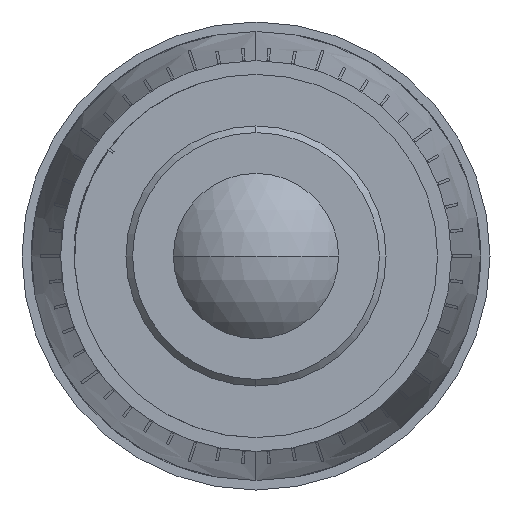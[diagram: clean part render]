
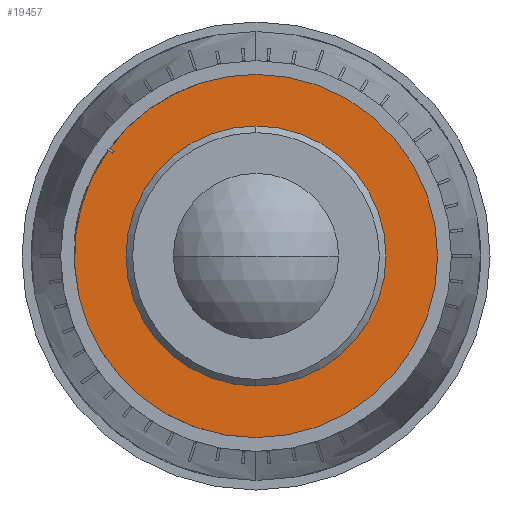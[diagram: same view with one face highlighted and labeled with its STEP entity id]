
A CAD part, left-side view. The second image highlights one B-rep face of the part: STEP entity #19457.
In plain terms, the highlighted planar face has unit normal (-1, 0, 0).
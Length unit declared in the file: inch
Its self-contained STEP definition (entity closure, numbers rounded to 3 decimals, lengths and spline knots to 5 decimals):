
#19381 = VERTEX_POINT ( 'NONE', #22148 ) ;
#19403 = ORIENTED_EDGE ( 'NONE', *, *, #34376, .F. ) ;
#19405 = ORIENTED_EDGE ( 'NONE', *, *, #33186, .T. ) ;
#19407 = EDGE_CURVE ( 'NONE', #19518, #19381, #22139, .T. ) ;
#19414 = ORIENTED_EDGE ( 'NONE', *, *, #19418, .F. ) ;
#19416 = ORIENTED_EDGE ( 'NONE', *, *, #19407, .F. ) ;
#19418 = EDGE_CURVE ( 'NONE', #34504, #34409, #22180, .T. ) ;
#19419 = EDGE_LOOP ( 'NONE', ( #19403, #19414 ) ) ;
#19425 = EDGE_LOOP ( 'NONE', ( #19435, #19535, #19405, #19527, #19526, #19416 ) ) ;
#19435 = ORIENTED_EDGE ( 'NONE', *, *, #19522, .F. ) ;
#19442 = EDGE_CURVE ( 'NONE', #33152, #19517, #22170, .T. ) ;
#19457 = ADVANCED_FACE ( 'NONE', ( #22161, #22191 ), #22210, .F. ) ;
#19517 = VERTEX_POINT ( 'NONE', #22286 ) ;
#19518 = VERTEX_POINT ( 'NONE', #22287 ) ;
#19522 = EDGE_CURVE ( 'NONE', #19517, #19518, #22275, .T. ) ;
#19526 = ORIENTED_EDGE ( 'NONE', *, *, #19532, .T. ) ;
#19527 = ORIENTED_EDGE ( 'NONE', *, *, #33223, .T. ) ;
#19532 = EDGE_CURVE ( 'NONE', #33178, #19381, #22306, .T. ) ;
#19535 = ORIENTED_EDGE ( 'NONE', *, *, #19442, .F. ) ;
#22138 = CARTESIAN_POINT ( 'NONE',  ( -0.25284, 0., 0. ) ) ;
#22139 = LINE ( 'NONE', #22186, #22185 ) ;
#22144 = AXIS2_PLACEMENT_3D ( 'NONE', #22138, #22178, #22177 ) ;
#22148 = CARTESIAN_POINT ( 'NONE',  ( -0.25284, 0.2213, 0.16325 ) ) ;
#22161 = FACE_BOUND ( 'NONE', #19419, .T. ) ;
#22167 = DIRECTION ( 'NONE',  ( 0., -0.809, -0.588 ) ) ;
#22168 = VECTOR ( 'NONE', #22167, 39.37008 ) ;
#22169 = CARTESIAN_POINT ( 'NONE',  ( -0.25284, 0.22365, 0.16002 ) ) ;
#22170 = LINE ( 'NONE', #22169, #22168 ) ;
#22177 = DIRECTION ( 'NONE',  ( 0., 0., 1. ) ) ;
#22178 = DIRECTION ( 'NONE',  ( -1., 0., 0. ) ) ;
#22179 = DIRECTION ( 'NONE',  ( 0., 0.809, 0.588 ) ) ;
#22180 = CIRCLE ( 'NONE', #22144, 0.19685 ) ;
#22185 = VECTOR ( 'NONE', #22179, 39.37008 ) ;
#22186 = CARTESIAN_POINT ( 'NONE',  ( -0.25284, 0.2213, 0.16325 ) ) ;
#22191 = FACE_OUTER_BOUND ( 'NONE', #19425, .T. ) ;
#22209 = AXIS2_PLACEMENT_3D ( 'NONE', #22261, #22260, #22259 ) ;
#22210 = PLANE ( 'NONE',  #22209 ) ;
#22259 = DIRECTION ( 'NONE',  ( 0., 0., -1. ) ) ;
#22260 = DIRECTION ( 'NONE',  ( 1., 0., 0. ) ) ;
#22261 = CARTESIAN_POINT ( 'NONE',  ( -0.25284, 0.275, 0. ) ) ;
#22267 = AXIS2_PLACEMENT_3D ( 'NONE', #22309, #22308, #22307 ) ;
#22275 = CIRCLE ( 'NONE', #22267, 0.26719 ) ;
#22286 = CARTESIAN_POINT ( 'NONE',  ( -0.25284, 0.21733, 0.15543 ) ) ;
#22287 = CARTESIAN_POINT ( 'NONE',  ( -0.25284, 0.21498, 0.15866 ) ) ;
#22306 = CIRCLE ( 'NONE', #22331, 0.275 ) ;
#22307 = DIRECTION ( 'NONE',  ( 0., 0., 1. ) ) ;
#22308 = DIRECTION ( 'NONE',  ( 1., 0., 0. ) ) ;
#22309 = CARTESIAN_POINT ( 'NONE',  ( -0.25284, 0., 0. ) ) ;
#22328 = DIRECTION ( 'NONE',  ( 0., 0., 1. ) ) ;
#22329 = DIRECTION ( 'NONE',  ( -1., 0., 0. ) ) ;
#22330 = CARTESIAN_POINT ( 'NONE',  ( -0.25284, 0., 0. ) ) ;
#22331 = AXIS2_PLACEMENT_3D ( 'NONE', #22330, #22329, #22328 ) ;
#29738 = AXIS2_PLACEMENT_3D ( 'NONE', #29768, #29814, #29813 ) ;
#29768 = CARTESIAN_POINT ( 'NONE',  ( -0.25284, 0., 0. ) ) ;
#29793 = CIRCLE ( 'NONE', #29738, 0.19685 ) ;
#29813 = DIRECTION ( 'NONE',  ( 0., 0., 1. ) ) ;
#29814 = DIRECTION ( 'NONE',  ( -1., 0., 0. ) ) ;
#29918 = CARTESIAN_POINT ( 'NONE',  ( -0.25284, 0., 0.19685 ) ) ;
#30289 = CARTESIAN_POINT ( 'NONE',  ( -0.25284, 0., -0.19685 ) ) ;
#33145 = VERTEX_POINT ( 'NONE', #73037 ) ;
#33152 = VERTEX_POINT ( 'NONE', #73038 ) ;
#33178 = VERTEX_POINT ( 'NONE', #73200 ) ;
#33186 = EDGE_CURVE ( 'NONE', #33152, #33145, #73196, .T. ) ;
#33223 = EDGE_CURVE ( 'NONE', #33145, #33178, #73453, .T. ) ;
#34376 = EDGE_CURVE ( 'NONE', #34409, #34504, #29793, .T. ) ;
#34409 = VERTEX_POINT ( 'NONE', #29918 ) ;
#34504 = VERTEX_POINT ( 'NONE', #30289 ) ;
#73037 = CARTESIAN_POINT ( 'NONE',  ( -0.25284, 0., -0.275 ) ) ;
#73038 = CARTESIAN_POINT ( 'NONE',  ( -0.25284, 0.22365, 0.16002 ) ) ;
#73178 = DIRECTION ( 'NONE',  ( 0., 0., 1. ) ) ;
#73179 = DIRECTION ( 'NONE',  ( -1., 0., 0. ) ) ;
#73180 = CARTESIAN_POINT ( 'NONE',  ( -0.25284, 0., 0. ) ) ;
#73181 = AXIS2_PLACEMENT_3D ( 'NONE', #73180, #73179, #73178 ) ;
#73196 = CIRCLE ( 'NONE', #73181, 0.275 ) ;
#73200 = CARTESIAN_POINT ( 'NONE',  ( -0.25284, 0., 0.275 ) ) ;
#73438 = DIRECTION ( 'NONE',  ( 0., 0., 1. ) ) ;
#73439 = DIRECTION ( 'NONE',  ( -1., 0., 0. ) ) ;
#73440 = CARTESIAN_POINT ( 'NONE',  ( -0.25284, 0., 0. ) ) ;
#73441 = AXIS2_PLACEMENT_3D ( 'NONE', #73440, #73439, #73438 ) ;
#73453 = CIRCLE ( 'NONE', #73441, 0.275 ) ;
